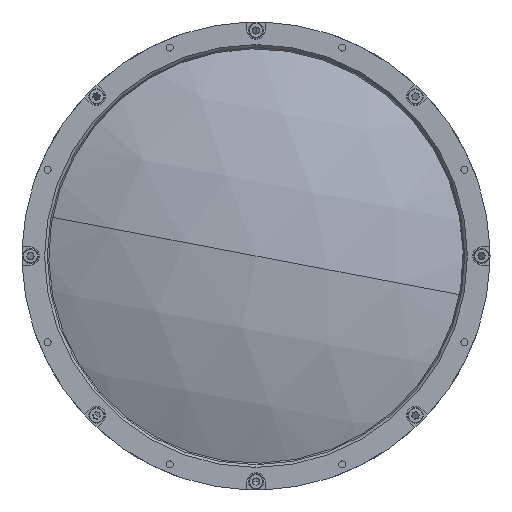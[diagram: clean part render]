
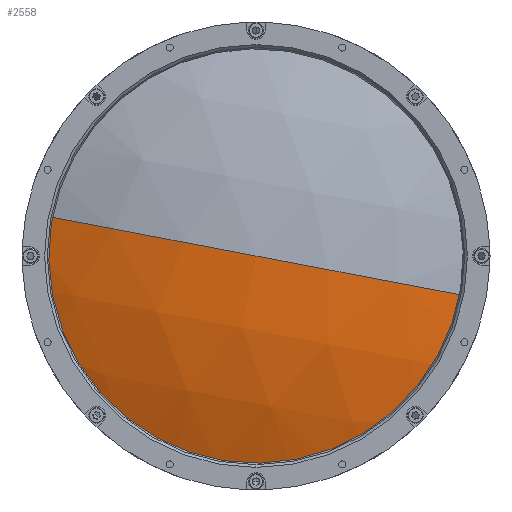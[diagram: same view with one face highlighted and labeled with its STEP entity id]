
A CAD part, left-side view. The second image highlights one B-rep face of the part: STEP entity #2558.
In plain terms, the highlighted spherical face has radius 192.8 mm.
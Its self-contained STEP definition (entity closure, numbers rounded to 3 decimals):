
#367 = DIRECTION ( 'NONE',  ( 0., 0.982, 0.187 ) ) ;
#385 = ORIENTED_EDGE ( 'NONE', *, *, #16769, .T. ) ;
#608 = EDGE_CURVE ( 'NONE', #16668, #2594, #13109, .T. ) ;
#984 = AXIS2_PLACEMENT_3D ( 'NONE', #7805, #18350, #9323 ) ;
#1237 = EDGE_LOOP ( 'NONE', ( #385, #10661, #9220 ) ) ;
#2558 = ADVANCED_FACE ( 'NONE', ( #16802 ), #5197, .T. ) ;
#2594 = VERTEX_POINT ( 'NONE', #18415 ) ;
#3671 = CARTESIAN_POINT ( 'NONE',  ( 190.2, 0., 0. ) ) ;
#4029 = DIRECTION ( 'NONE',  ( 0., -0.982, -0.187 ) ) ;
#4033 = DIRECTION ( 'NONE',  ( 0., -0.187, 0.982 ) ) ;
#4469 = CARTESIAN_POINT ( 'NONE',  ( 13.011, 74.665, 14.182 ) ) ;
#4892 = CIRCLE ( 'NONE', #984, 76. ) ;
#5197 = SPHERICAL_SURFACE ( 'NONE', #5529, 192.8 ) ;
#5268 = DIRECTION ( 'NONE',  ( 0., 0.982, 0.187 ) ) ;
#5373 = CARTESIAN_POINT ( 'NONE',  ( 190.2, 0., 0. ) ) ;
#5529 = AXIS2_PLACEMENT_3D ( 'NONE', #5373, #12465, #5268 ) ;
#7567 = CARTESIAN_POINT ( 'NONE',  ( 13.011, -74.665, -14.182 ) ) ;
#7805 = CARTESIAN_POINT ( 'NONE',  ( 13.011, 0., 0. ) ) ;
#9220 = ORIENTED_EDGE ( 'NONE', *, *, #608, .F. ) ;
#9323 = DIRECTION ( 'NONE',  ( 0., 0.187, -0.982 ) ) ;
#9571 = DIRECTION ( 'NONE',  ( 0., 0.187, -0.982 ) ) ;
#10661 = ORIENTED_EDGE ( 'NONE', *, *, #12326, .T. ) ;
#10732 = AXIS2_PLACEMENT_3D ( 'NONE', #18601, #9571, #367 ) ;
#12326 = EDGE_CURVE ( 'NONE', #19592, #2594, #19685, .T. ) ;
#12465 = DIRECTION ( 'NONE',  ( 0., 0.187, -0.982 ) ) ;
#13109 = CIRCLE ( 'NONE', #14493, 192.8 ) ;
#14493 = AXIS2_PLACEMENT_3D ( 'NONE', #3671, #4033, #4029 ) ;
#16668 = VERTEX_POINT ( 'NONE', #4469 ) ;
#16769 = EDGE_CURVE ( 'NONE', #16668, #19592, #4892, .T. ) ;
#16802 = FACE_OUTER_BOUND ( 'NONE', #1237, .T. ) ;
#18350 = DIRECTION ( 'NONE',  ( -1., 0., 0. ) ) ;
#18415 = CARTESIAN_POINT ( 'NONE',  ( -2.6, 0., 0. ) ) ;
#18601 = CARTESIAN_POINT ( 'NONE',  ( 190.2, 0., 0. ) ) ;
#19592 = VERTEX_POINT ( 'NONE', #7567 ) ;
#19685 = CIRCLE ( 'NONE', #10732, 192.8 ) ;
